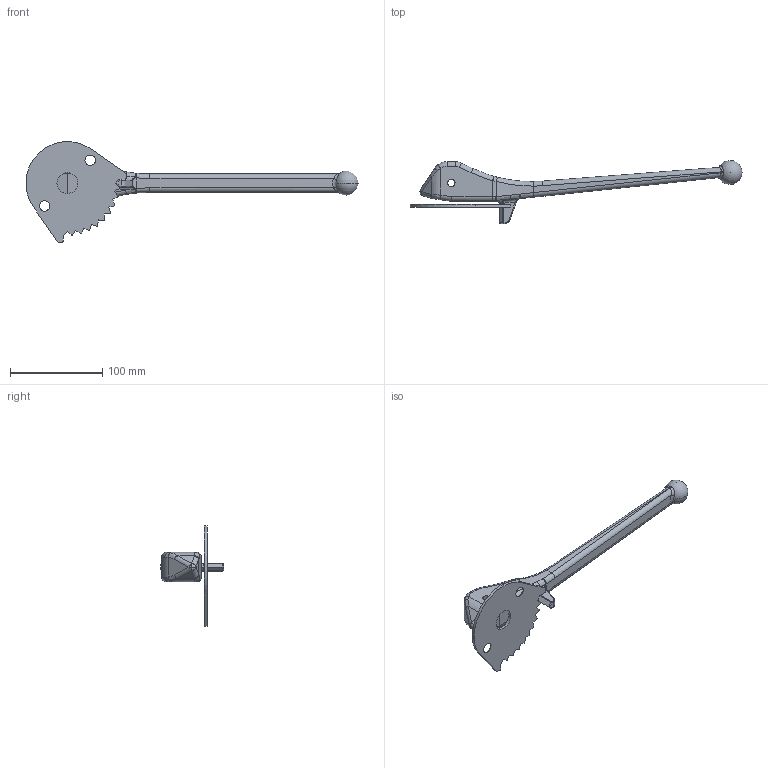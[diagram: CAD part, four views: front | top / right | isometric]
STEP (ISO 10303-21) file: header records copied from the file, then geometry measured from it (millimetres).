
FILE_DESCRIPTION (( 'STEP AP214' ), '1' );
FILE_NAME ('EV-SERIES LEVER L3.STEP', '2016-07-26T07:23:21', ( '' ), ( '' ), 'SwSTEP 2.0', 'SolidWorks 2015', '' );
FILE_SCHEMA (( 'AUTOMOTIVE_DESIGN' ));
Length unit declared in the file: millimetre
Products named in the file (1): EV-SERIES LEVER L3
Bounding box: 359.83 x 68.31 x 108.83 mm (x, y, z)
Volume: 185341.5 mm3; surface area: 44849.6 mm2
Topology: 1 solids, 1 shells, 179 faces, 456 edges, 271 vertices
Faces by surface type: cylinder 62, plane 51, bspline 36, torus 18, sphere 8, cone 4
Entity records: 8312 total; most frequent: CARTESIAN_POINT 2281, ORIENTED_EDGE 890, DIRECTION 815, EDGE_CURVE 445, AXIS2_PLACEMENT_3D 310, VERTEX_POINT 268, LINE 195, VECTOR 195
